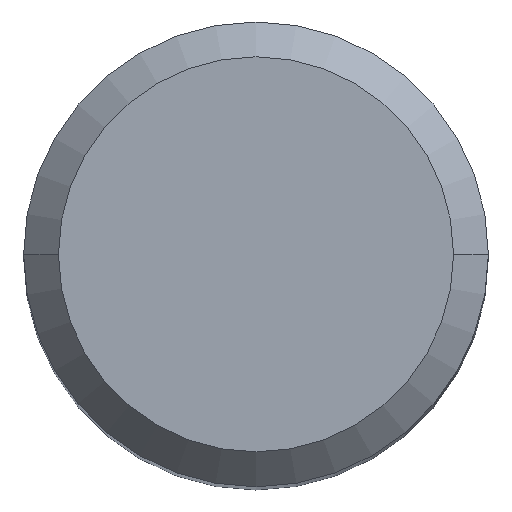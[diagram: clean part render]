
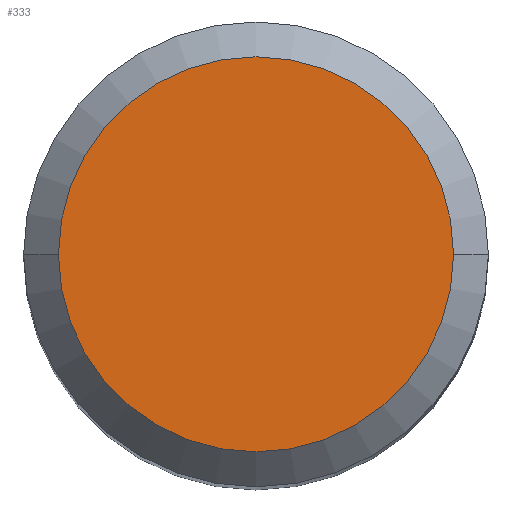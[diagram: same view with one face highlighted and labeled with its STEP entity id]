
A CAD part, top view. The second image highlights one B-rep face of the part: STEP entity #333.
In plain terms, the highlighted planar face has unit normal (0, 0, 1).
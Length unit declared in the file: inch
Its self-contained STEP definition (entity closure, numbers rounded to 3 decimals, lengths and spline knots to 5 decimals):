
#20 = FACE_OUTER_BOUND ( 'NONE', #488, .T. ) ;
#21 = DIRECTION ( 'NONE',  ( 1., 0., 0. ) ) ;
#53 = AXIS2_PLACEMENT_3D ( 'NONE', #144, #348, #72 ) ;
#62 = AXIS2_PLACEMENT_3D ( 'NONE', #127, #281, #21 ) ;
#72 = DIRECTION ( 'NONE',  ( 1., 0., 0. ) ) ;
#74 = CIRCLE ( 'NONE', #53, 0.15937 ) ;
#95 = CARTESIAN_POINT ( 'NONE',  ( -0.15937, 0., 0. ) ) ;
#115 = PLANE ( 'NONE',  #274 ) ;
#127 = CARTESIAN_POINT ( 'NONE',  ( 0., 0., 0. ) ) ;
#136 = EDGE_CURVE ( 'NONE', #224, #449, #74, .T. ) ;
#144 = CARTESIAN_POINT ( 'NONE',  ( 0., 0., 0. ) ) ;
#215 = ORIENTED_EDGE ( 'NONE', *, *, #297, .T. ) ;
#224 = VERTEX_POINT ( 'NONE', #95 ) ;
#241 = CARTESIAN_POINT ( 'NONE',  ( 0.15937, 0., 0. ) ) ;
#265 = DIRECTION ( 'NONE',  ( -1., 0., 0. ) ) ;
#269 = CARTESIAN_POINT ( 'NONE',  ( 0., 0., 0. ) ) ;
#274 = AXIS2_PLACEMENT_3D ( 'NONE', #269, #458, #265 ) ;
#281 = DIRECTION ( 'NONE',  ( 0., 0., 1. ) ) ;
#297 = EDGE_CURVE ( 'NONE', #449, #224, #320, .T. ) ;
#320 = CIRCLE ( 'NONE', #62, 0.15937 ) ;
#333 = ADVANCED_FACE ( 'NONE', ( #20 ), #115, .F. ) ;
#348 = DIRECTION ( 'NONE',  ( 0., 0., 1. ) ) ;
#449 = VERTEX_POINT ( 'NONE', #241 ) ;
#458 = DIRECTION ( 'NONE',  ( 0., 0., -1. ) ) ;
#485 = ORIENTED_EDGE ( 'NONE', *, *, #136, .T. ) ;
#488 = EDGE_LOOP ( 'NONE', ( #485, #215 ) ) ;
